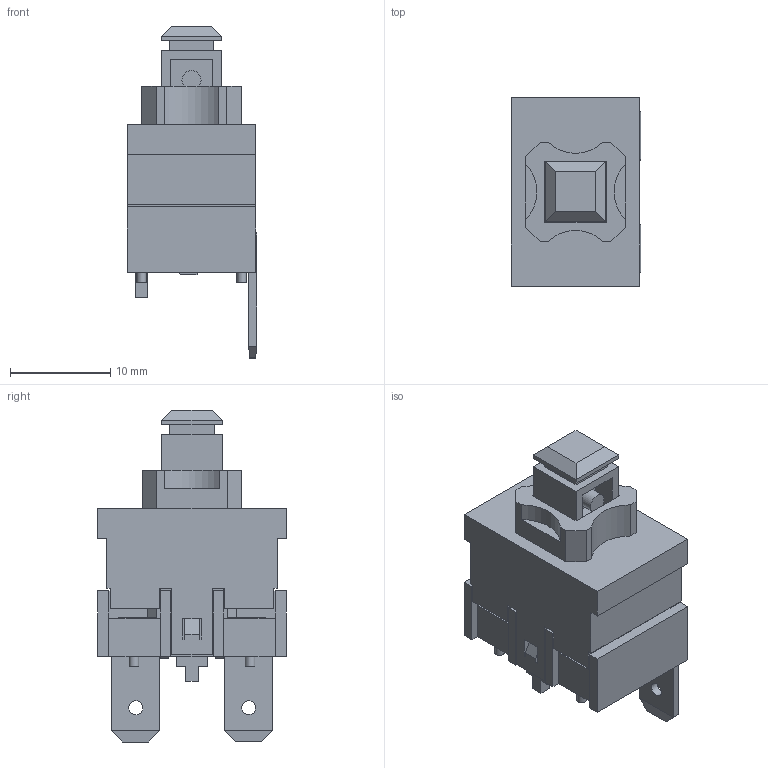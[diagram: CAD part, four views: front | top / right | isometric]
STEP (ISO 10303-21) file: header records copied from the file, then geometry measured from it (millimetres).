
FILE_DESCRIPTION((' '),'2;1');
FILE_NAME('PA511x.stp','2017-07-27T09:46:57',(' '),(' '),' ','ACIS',' ');
FILE_SCHEMA(('CONFIG_CONTROL_DESIGN'));
Length unit declared in the file: inch
Products named in the file (1): PA511x.stp
Bounding box: 12.9 x 18.8 x 33.12 mm (x, y, z)
Volume: 2161.9 mm3; surface area: 4524.4 mm2
Topology: 1 solids, 1 shells, 418 faces, 1222 edges, 800 vertices
Faces by surface type: plane 366, cylinder 51, torus 1
Full cylindrical faces by diameter (mm): 0.95 x4, 1.4 x2, 1.9 x1, 2.5 x1, 3 x1
Entity records: 13715 total; most frequent: CARTESIAN_POINT 2455, ORIENTED_EDGE 2416, DIRECTION 2154, EDGE_CURVE 1208, VECTOR 1090, LINE 1090, VERTEX_POINT 797, AXIS2_PLACEMENT_3D 532
